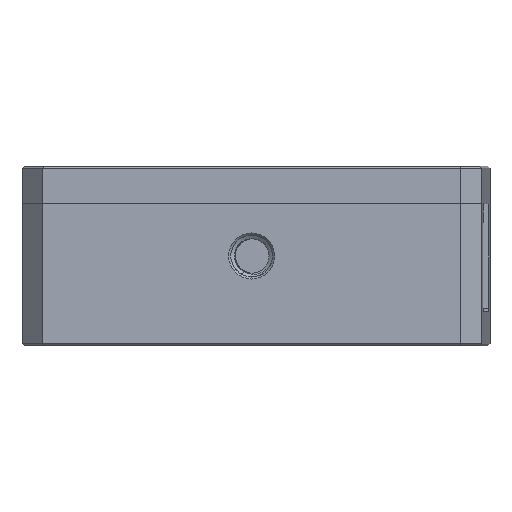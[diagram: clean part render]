
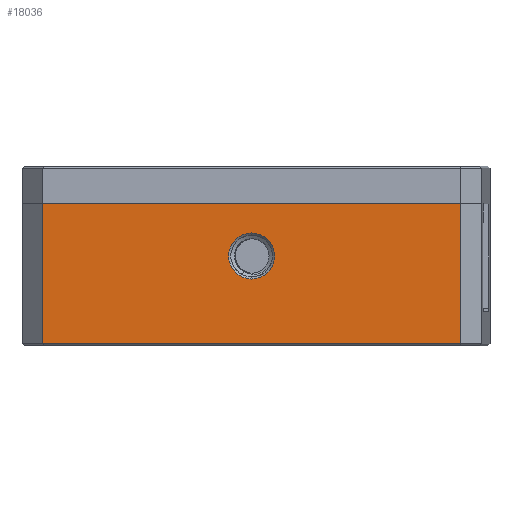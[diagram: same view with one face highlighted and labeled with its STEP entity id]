
A CAD part, front view. The second image highlights one B-rep face of the part: STEP entity #18036.
In plain terms, the highlighted face is planar.
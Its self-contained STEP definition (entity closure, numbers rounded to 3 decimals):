
#454=DIRECTION('',(1.,0.,0.));
#455=VECTOR('',#454,40.);
#456=CARTESIAN_POINT('',(-20.,-25.,13.));
#457=LINE('',#456,#455);
#494=CARTESIAN_POINT('',(0.,-25.,8.));
#495=DIRECTION('',(0.,1.,0.));
#496=DIRECTION('',(0.,0.,1.));
#497=AXIS2_PLACEMENT_3D('',#494,#495,#496);
#499=CARTESIAN_POINT('',(0.,-25.,8.));
#500=DIRECTION('',(0.,1.,0.));
#501=DIRECTION('',(0.,0.,-1.));
#502=AXIS2_PLACEMENT_3D('',#499,#500,#501);
#504=DIRECTION('',(-1.,0.,0.));
#505=VECTOR('',#504,40.);
#506=CARTESIAN_POINT('',(20.,-25.,-0.4));
#507=LINE('',#506,#505);
#508=DIRECTION('',(0.,0.,1.));
#509=VECTOR('',#508,13.4);
#510=CARTESIAN_POINT('',(-20.,-25.,-0.4));
#511=LINE('',#510,#509);
#512=DIRECTION('',(0.,0.,-1.));
#513=VECTOR('',#512,13.4);
#514=CARTESIAN_POINT('',(20.,-25.,13.));
#515=LINE('',#514,#513);
#16490=CARTESIAN_POINT('',(-20.,-25.,13.));
#16492=VERTEX_POINT('',#16490);
#16493=CARTESIAN_POINT('',(20.,-25.,13.));
#16495=VERTEX_POINT('',#16493);
#17330=CARTESIAN_POINT('',(0.,-25.,10.2));
#17331=CARTESIAN_POINT('',(0.,-25.,5.8));
#17332=VERTEX_POINT('',#17330);
#17333=VERTEX_POINT('',#17331);
#17496=CARTESIAN_POINT('',(-20.,-25.,-0.4));
#17497=VERTEX_POINT('',#17496);
#17498=CARTESIAN_POINT('',(20.,-25.,-0.4));
#17499=VERTEX_POINT('',#17498);
#18017=CARTESIAN_POINT('',(-22.,-25.,0.));
#18018=DIRECTION('',(0.,-1.,0.));
#18019=DIRECTION('',(1.,0.,0.));
#18020=AXIS2_PLACEMENT_3D('',#18017,#18018,#18019);
#18021=PLANE('',#18020);
#18022=ORIENTED_EDGE('',*,*,#18008,.T.);
#18024=ORIENTED_EDGE('',*,*,#18023,.T.);
#18025=ORIENTED_EDGE('',*,*,#17911,.T.);
#18027=ORIENTED_EDGE('',*,*,#18026,.T.);
#18028=EDGE_LOOP('',(#18022,#18024,#18025,#18027));
#18029=FACE_OUTER_BOUND('',#18028,.F.);
#18031=ORIENTED_EDGE('',*,*,#18030,.F.);
#18033=ORIENTED_EDGE('',*,*,#18032,.F.);
#18034=EDGE_LOOP('',(#18031,#18033));
#18035=FACE_BOUND('',#18034,.F.);
#18036=ADVANCED_FACE('',(#18029,#18035),#18021,.T.);
#498=CIRCLE('',#497,2.2);
#503=CIRCLE('',#502,2.2);
#17911=EDGE_CURVE('',#16492,#16495,#457,.T.);
#18008=EDGE_CURVE('',#17499,#17497,#507,.T.);
#18023=EDGE_CURVE('',#17497,#16492,#511,.T.);
#18026=EDGE_CURVE('',#16495,#17499,#515,.T.);
#18030=EDGE_CURVE('',#17332,#17333,#498,.T.);
#18032=EDGE_CURVE('',#17333,#17332,#503,.T.);
